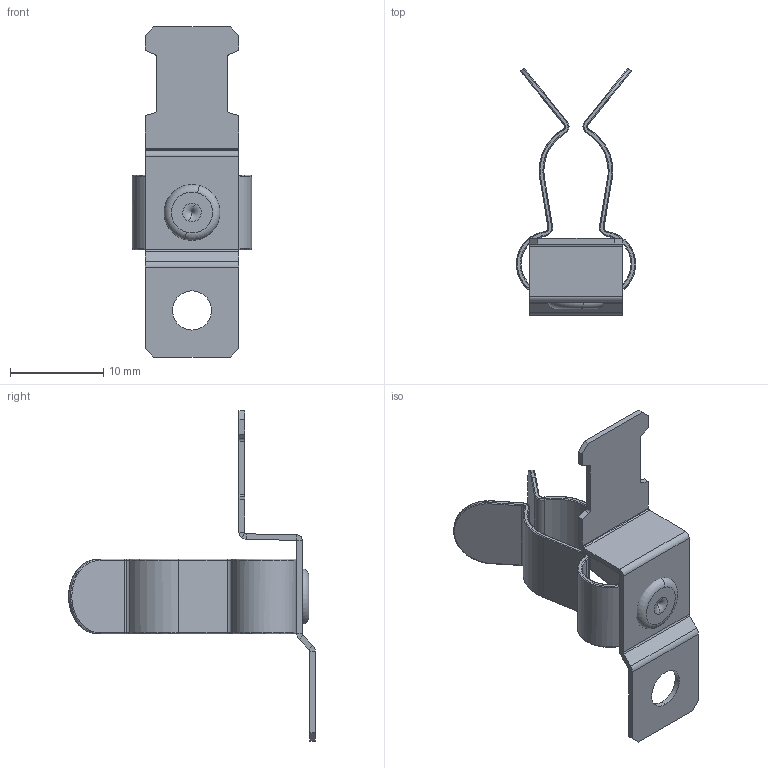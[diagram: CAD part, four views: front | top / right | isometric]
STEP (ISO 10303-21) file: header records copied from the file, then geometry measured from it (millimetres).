
FILE_DESCRIPTION (( 'STEP AP214' ), '1' );
FILE_NAME ('1022-205.STEP', '2024-01-04T14:14:12', ( '' ), ( '' ), 'SwSTEP 2.0', 'SolidWorks 2022', '' );
FILE_SCHEMA (( 'AUTOMOTIVE_DESIGN' ));
Length unit declared in the file: millimetre
Products named in the file (4): 1010-005.; 1022-205; 3x1,5_1mm Blechstärke; 1022-064.
Assembly tree (3 placements, depth 2):
  1022-205
    3x1,5_1mm Blechstärke
    1022-064.
    1010-005.
Bounding box: 12.8 x 26.46 x 35.4 mm (x, y, z)
Volume: 536.1 mm3; surface area: 2066.9 mm2
Topology: 3 solids, 3 shells, 299 faces, 736 edges, 454 vertices
Faces by surface type: plane 132, cylinder 81, bspline 80, torus 4, sphere 2
Entity records: 11629 total; most frequent: CARTESIAN_POINT 4633, ORIENTED_EDGE 1468, DIRECTION 1290, EDGE_CURVE 734, VERTEX_POINT 454, AXIS2_PLACEMENT_3D 437, LINE 416, VECTOR 416
